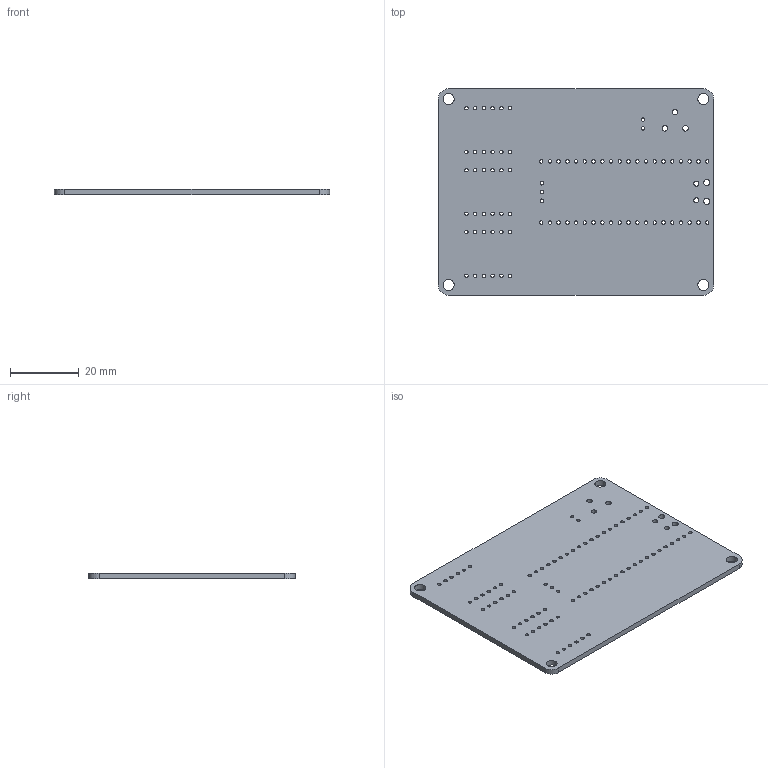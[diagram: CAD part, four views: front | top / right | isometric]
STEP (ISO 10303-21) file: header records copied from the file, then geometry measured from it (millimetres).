
FILE_DESCRIPTION(('KiCad electronic assembly'),'2;1');
FILE_NAME('pcba.step','2022-08-23T21:09:33',('Pcbnew'),('Kicad'), 'Open CASCADE STEP processor 7.6','KiCad to STEP converter','Unknown' );
FILE_SCHEMA(('AUTOMOTIVE_DESIGN { 1 0 10303 214 1 1 1 1 }'));
Length unit declared in the file: millimetre
Products named in the file (2): pcba 1; pcba PCB
Assembly tree (1 placements, depth 2):
  pcba 1
    pcba PCB
Bounding box: 80 x 60 x 1.6 mm (x, y, z)
Volume: 7486.9 mm3; surface area: 10335.1 mm2
Topology: 1 solids, 1 shells, 102 faces, 300 edges, 200 vertices
Faces by surface type: cylinder 96, plane 6
Full cylindrical faces by diameter (mm): 1 x2, 1.02 x79, 1.5 x2, 1.6 x3, 1.8 x2, 3.2 x4
Entity records: 8407 total; most frequent: CARTESIAN_POINT 2356, DIRECTION 1108, ORIENTED_EDGE 600, PCURVE 600, DEFINITIONAL_REPRESENTATION 600, LINE 516, VECTOR 516, EDGE_CURVE 300
